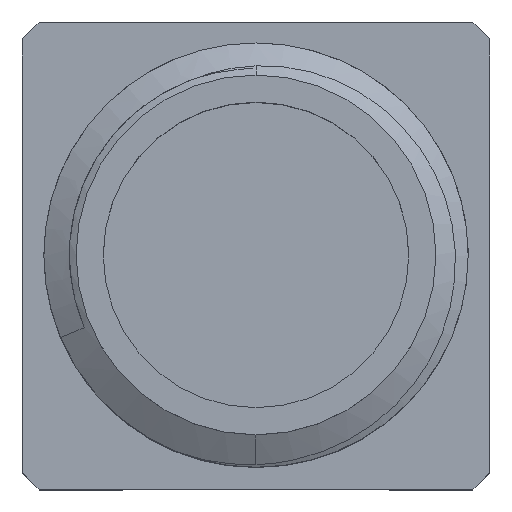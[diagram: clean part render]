
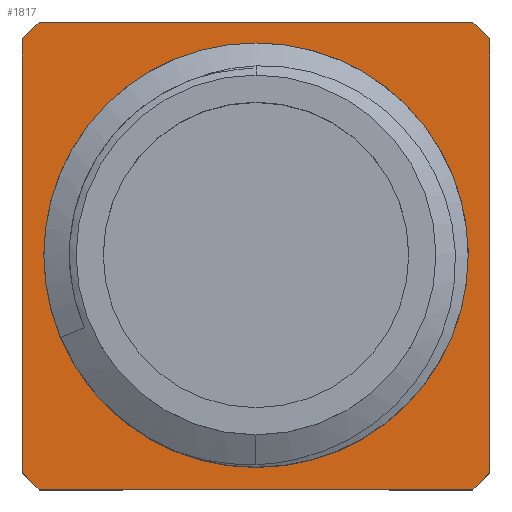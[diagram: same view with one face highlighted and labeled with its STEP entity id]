
A CAD part, top view. The second image highlights one B-rep face of the part: STEP entity #1817.
In plain terms, the highlighted planar face has unit normal (0, 0, 1).
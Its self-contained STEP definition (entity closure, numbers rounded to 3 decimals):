
#162=DIRECTION('',(0.,1.,0.));
#163=VECTOR('',#162,6.492);
#164=CARTESIAN_POINT('',(-3.5,-3.246,-7.86));
#165=LINE('',#164,#163);
#174=DIRECTION('',(-0.707,0.707,0.));
#175=VECTOR('',#174,0.359);
#176=CARTESIAN_POINT('',(3.5,3.246,-7.86));
#177=LINE('',#176,#175);
#178=DIRECTION('',(0.707,0.707,0.));
#179=VECTOR('',#178,0.359);
#180=CARTESIAN_POINT('',(3.246,-3.5,-7.86));
#181=LINE('',#180,#179);
#182=DIRECTION('',(0.707,-0.707,0.));
#183=VECTOR('',#182,0.359);
#184=CARTESIAN_POINT('',(-3.5,-3.246,-7.86));
#185=LINE('',#184,#183);
#186=DIRECTION('',(-0.707,-0.707,0.));
#187=VECTOR('',#186,0.359);
#188=CARTESIAN_POINT('',(-3.246,3.5,-7.86));
#189=LINE('',#188,#187);
#190=CARTESIAN_POINT('',(0.,0.,-7.86));
#191=DIRECTION('',(0.,0.,-1.));
#192=DIRECTION('',(0.,1.,0.));
#193=AXIS2_PLACEMENT_3D('',#190,#191,#192);
#195=CARTESIAN_POINT('',(0.,0.,-7.86));
#196=DIRECTION('',(0.,0.,-1.));
#197=DIRECTION('',(0.,-1.,0.));
#198=AXIS2_PLACEMENT_3D('',#195,#196,#197);
#208=DIRECTION('',(1.,0.,0.));
#209=VECTOR('',#208,6.492);
#210=CARTESIAN_POINT('',(-3.246,3.5,-7.86));
#211=LINE('',#210,#209);
#258=DIRECTION('',(-1.,0.,0.));
#259=VECTOR('',#258,6.492);
#260=CARTESIAN_POINT('',(3.246,-3.5,-7.86));
#261=LINE('',#260,#259);
#286=DIRECTION('',(0.,-1.,0.));
#287=VECTOR('',#286,6.492);
#288=CARTESIAN_POINT('',(3.5,3.246,-7.86));
#289=LINE('',#288,#287);
#1593=CARTESIAN_POINT('',(-3.246,3.5,-7.86));
#1594=CARTESIAN_POINT('',(-3.5,3.246,-7.86));
#1595=VERTEX_POINT('',#1593);
#1596=VERTEX_POINT('',#1594);
#1614=CARTESIAN_POINT('',(-3.5,-3.246,-7.86));
#1615=VERTEX_POINT('',#1614);
#1647=CARTESIAN_POINT('',(-3.246,-3.5,-7.86));
#1648=VERTEX_POINT('',#1647);
#1668=CARTESIAN_POINT('',(3.246,3.5,-7.86));
#1669=VERTEX_POINT('',#1668);
#1687=CARTESIAN_POINT('',(0.,2.692,-7.86));
#1688=CARTESIAN_POINT('',(0.,-2.692,-7.86));
#1689=VERTEX_POINT('',#1687);
#1690=VERTEX_POINT('',#1688);
#1691=CARTESIAN_POINT('',(3.5,3.246,-7.86));
#1692=VERTEX_POINT('',#1691);
#1702=CARTESIAN_POINT('',(3.5,-3.246,-7.86));
#1704=VERTEX_POINT('',#1702);
#1712=CARTESIAN_POINT('',(3.246,-3.5,-7.86));
#1713=VERTEX_POINT('',#1712);
#1789=CARTESIAN_POINT('',(0.,0.,-7.86));
#1790=DIRECTION('',(0.,0.,-1.));
#1791=DIRECTION('',(0.,1.,0.));
#1792=AXIS2_PLACEMENT_3D('',#1789,#1790,#1791);
#1793=PLANE('',#1792);
#1795=ORIENTED_EDGE('',*,*,#1794,.T.);
#1797=ORIENTED_EDGE('',*,*,#1796,.F.);
#1799=ORIENTED_EDGE('',*,*,#1798,.T.);
#1801=ORIENTED_EDGE('',*,*,#1800,.F.);
#1803=ORIENTED_EDGE('',*,*,#1802,.T.);
#1805=ORIENTED_EDGE('',*,*,#1804,.F.);
#1806=ORIENTED_EDGE('',*,*,#1771,.T.);
#1808=ORIENTED_EDGE('',*,*,#1807,.F.);
#1809=EDGE_LOOP('',(#1795,#1797,#1799,#1801,#1803,#1805,#1806,#1808));
#1810=FACE_OUTER_BOUND('',#1809,.F.);
#1812=ORIENTED_EDGE('',*,*,#1811,.F.);
#1814=ORIENTED_EDGE('',*,*,#1813,.F.);
#1815=EDGE_LOOP('',(#1812,#1814));
#1816=FACE_BOUND('',#1815,.F.);
#194=CIRCLE('',#193,2.692);
#199=CIRCLE('',#198,2.692);
#1771=EDGE_CURVE('',#1615,#1596,#165,.T.);
#1794=EDGE_CURVE('',#1595,#1669,#211,.T.);
#1796=EDGE_CURVE('',#1692,#1669,#177,.T.);
#1798=EDGE_CURVE('',#1692,#1704,#289,.T.);
#1800=EDGE_CURVE('',#1713,#1704,#181,.T.);
#1802=EDGE_CURVE('',#1713,#1648,#261,.T.);
#1804=EDGE_CURVE('',#1615,#1648,#185,.T.);
#1807=EDGE_CURVE('',#1595,#1596,#189,.T.);
#1811=EDGE_CURVE('',#1689,#1690,#194,.T.);
#1813=EDGE_CURVE('',#1690,#1689,#199,.T.);
#1817=ADVANCED_FACE('',(#1810,#1816),#1793,.F.);
